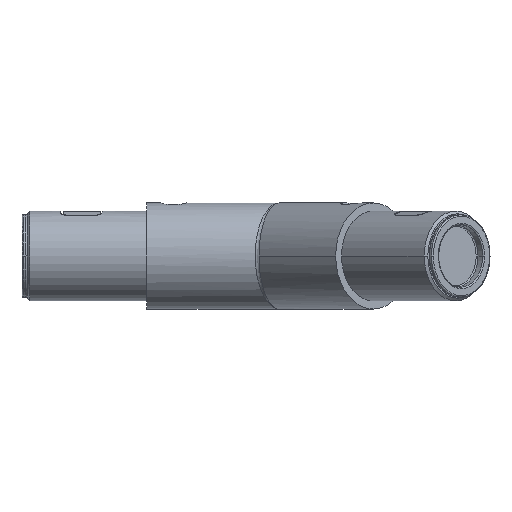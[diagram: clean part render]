
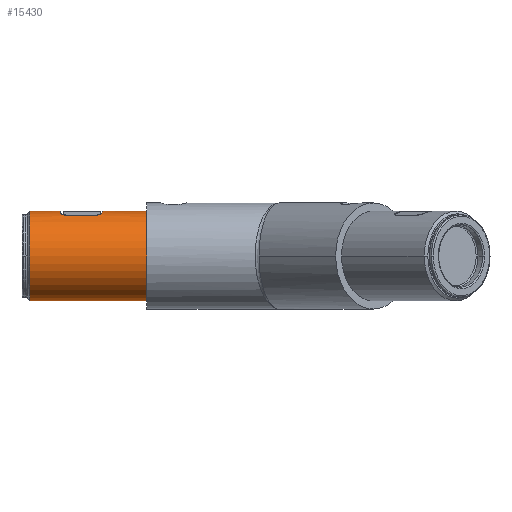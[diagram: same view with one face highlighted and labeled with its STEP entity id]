
A CAD part, front view. The second image highlights one B-rep face of the part: STEP entity #15430.
In plain terms, the highlighted cylindrical face has radius 16.9 mm (diameter 33.8 mm), a partial arc.
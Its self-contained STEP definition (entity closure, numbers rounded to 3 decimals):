
#42 = CARTESIAN_POINT ( 'NONE',  ( -31.531, -6.734, 15.501 ) ) ;
#98 = EDGE_CURVE ( 'NONE', #2904, #5736, #5942, .T. ) ;
#266 = CARTESIAN_POINT ( 'NONE',  ( -44., 0., -16.9 ) ) ;
#304 = DIRECTION ( 'NONE',  ( 0., 0., -1. ) ) ;
#344 = EDGE_LOOP ( 'NONE', ( #7146, #7191, #15277, #7831, #10073, #6249, #3159, #8524, #7272, #6972 ) ) ;
#362 = CIRCLE ( 'NONE', #13012, 16.9 ) ;
#438 = CARTESIAN_POINT ( 'NONE',  ( -16.675, 0., 16.9 ) ) ;
#535 = VERTEX_POINT ( 'NONE', #15072 ) ;
#696 = DIRECTION ( 'NONE',  ( -1., 0., 0. ) ) ;
#1082 = AXIS2_PLACEMENT_3D ( 'NONE', #5584, #10522, #6719 ) ;
#1090 = DIRECTION ( 'NONE',  ( 1., 0., 0. ) ) ;
#1175 = CARTESIAN_POINT ( 'NONE',  ( -45., 0., 16.9 ) ) ;
#1255 = CARTESIAN_POINT ( 'NONE',  ( -32.245, -5.985, 15.805 ) ) ;
#1338 = CIRCLE ( 'NONE', #1082, 16.9 ) ;
#1537 = CARTESIAN_POINT ( 'NONE',  ( -18.065, -6.726, 15.504 ) ) ;
#1710 = CARTESIAN_POINT ( 'NONE',  ( 0., 0., 0. ) ) ;
#1831 = VERTEX_POINT ( 'NONE', #14848 ) ;
#1855 = B_SPLINE_CURVE_WITH_KNOTS ( 'NONE', 3,
 ( #6461, #9959, #2746, #7604, #12529, #5248, #7679, #6230, #14808, #12606, #6385, #1537, #10184, #4034, #3729, #8660, #13590, #2523 ),
 .UNSPECIFIED., .F., .F.,
 ( 4, 2, 2, 2, 2, 2, 2, 2, 4 ),
 ( 0., 0., 0.001, 0.001, 0.002, 0.002, 0.003, 0.003, 0.003 ),
 .UNSPECIFIED. ) ;
#1875 = CYLINDRICAL_SURFACE ( 'NONE', #8673, 16.9 ) ;
#2040 = FACE_OUTER_BOUND ( 'NONE', #344, .T. ) ;
#2142 = EDGE_CURVE ( 'NONE', #535, #13195, #5738, .T. ) ;
#2468 = EDGE_CURVE ( 'NONE', #535, #8202, #10874, .T. ) ;
#2523 = CARTESIAN_POINT ( 'NONE',  ( -19.152, -7., 15.382 ) ) ;
#2549 = CARTESIAN_POINT ( 'NONE',  ( -32.401, -5.635, 15.933 ) ) ;
#2564 = EDGE_CURVE ( 'NONE', #5736, #8081, #1338, .T. ) ;
#2587 = LINE ( 'NONE', #2735, #4365 ) ;
#2735 = CARTESIAN_POINT ( 'NONE',  ( -45., 0., -16.9 ) ) ;
#2746 = CARTESIAN_POINT ( 'NONE',  ( -16.915, -5.269, 16.058 ) ) ;
#2824 = EDGE_CURVE ( 'NONE', #13216, #9309, #7174, .T. ) ;
#2904 = VERTEX_POINT ( 'NONE', #3652 ) ;
#2999 = DIRECTION ( 'NONE',  ( 0., 0., -1. ) ) ;
#3037 = CARTESIAN_POINT ( 'NONE',  ( -32.5, -5., 16.143 ) ) ;
#3159 = ORIENTED_EDGE ( 'NONE', *, *, #6265, .T. ) ;
#3169 = DIRECTION ( 'NONE',  ( 1., 0., 0. ) ) ;
#3183 = CARTESIAN_POINT ( 'NONE',  ( -16.675, -1.698, 16.9 ) ) ;
#3652 = CARTESIAN_POINT ( 'NONE',  ( -30.5, -7., 15.382 ) ) ;
#3679 = CARTESIAN_POINT ( 'NONE',  ( -31.164, -6.891, 15.431 ) ) ;
#3729 = CARTESIAN_POINT ( 'NONE',  ( -18.587, -6.931, 15.413 ) ) ;
#3757 = CARTESIAN_POINT ( 'NONE',  ( -32.104, -6.201, 15.722 ) ) ;
#4034 = CARTESIAN_POINT ( 'NONE',  ( -18.453, -6.891, 15.431 ) ) ;
#4365 = VECTOR ( 'NONE', #14874, 1000. ) ;
#4747 = CARTESIAN_POINT ( 'NONE',  ( -45., -7., 15.382 ) ) ;
#4949 = LINE ( 'NONE', #13598, #13522 ) ;
#4965 = CARTESIAN_POINT ( 'NONE',  ( -32.487, -5.258, 16.062 ) ) ;
#5248 = CARTESIAN_POINT ( 'NONE',  ( -17.173, -5.894, 15.84 ) ) ;
#5584 = CARTESIAN_POINT ( 'NONE',  ( -32.5, 0., 0. ) ) ;
#5677 = DIRECTION ( 'NONE',  ( 0., 0., -1. ) ) ;
#5736 = VERTEX_POINT ( 'NONE', #3037 ) ;
#5738 =( BOUNDED_CURVE ( )  B_SPLINE_CURVE ( 3, ( #438, #3183, #9166, #12957 ),
 .UNSPECIFIED., .F., .F. ) 
 B_SPLINE_CURVE_WITH_KNOTS ( ( 4, 4 ),
 ( 0., 0.3 ),
 .UNSPECIFIED. ) 
 CURVE ( )  GEOMETRIC_REPRESENTATION_ITEM ( )  RATIONAL_B_SPLINE_CURVE ( ( 1., 0.992, 0.992, 1. ) ) 
 REPRESENTATION_ITEM ( '' )  );
#5839 = EDGE_CURVE ( 'NONE', #1831, #8202, #362, .T. ) ;
#5841 = CARTESIAN_POINT ( 'NONE',  ( -45., 0., 0. ) ) ;
#5933 = VERTEX_POINT ( 'NONE', #10437 ) ;
#5942 = B_SPLINE_CURVE_WITH_KNOTS ( 'NONE', 3,
 ( #8532, #6016, #14756, #11119, #3679, #42, #6257, #12168, #3757, #1255, #6180, #2549, #12479, #4965, #15880, #6335 ),
 .UNSPECIFIED., .F., .F.,
 ( 4, 2, 2, 2, 2, 2, 2, 4 ),
 ( 0., 0., 0.001, 0.002, 0.002, 0.002, 0.003, 0.003 ),
 .UNSPECIFIED. ) ;
#6016 = CARTESIAN_POINT ( 'NONE',  ( -30.637, -7., 15.382 ) ) ;
#6180 = CARTESIAN_POINT ( 'NONE',  ( -32.304, -5.872, 15.848 ) ) ;
#6230 = CARTESIAN_POINT ( 'NONE',  ( -17.416, -6.219, 15.715 ) ) ;
#6249 = ORIENTED_EDGE ( 'NONE', *, *, #2142, .T. ) ;
#6257 = CARTESIAN_POINT ( 'NONE',  ( -31.752, -6.581, 15.567 ) ) ;
#6265 = EDGE_CURVE ( 'NONE', #13195, #5933, #1855, .T. ) ;
#6335 = CARTESIAN_POINT ( 'NONE',  ( -32.5, -5., 16.143 ) ) ;
#6385 = CARTESIAN_POINT ( 'NONE',  ( -17.829, -6.582, 15.566 ) ) ;
#6461 = CARTESIAN_POINT ( 'NONE',  ( -16.878, -5., 16.143 ) ) ;
#6719 = DIRECTION ( 'NONE',  ( 0., 0., -1. ) ) ;
#6972 = ORIENTED_EDGE ( 'NONE', *, *, #2564, .T. ) ;
#7146 = ORIENTED_EDGE ( 'NONE', *, *, #13440, .F. ) ;
#7174 = CIRCLE ( 'NONE', #13378, 16.9 ) ;
#7191 = ORIENTED_EDGE ( 'NONE', *, *, #2824, .T. ) ;
#7272 = ORIENTED_EDGE ( 'NONE', *, *, #98, .T. ) ;
#7288 = CARTESIAN_POINT ( 'NONE',  ( -32.5, 0., 16.9 ) ) ;
#7308 = EDGE_CURVE ( 'NONE', #9309, #1831, #2587, .T. ) ;
#7604 = CARTESIAN_POINT ( 'NONE',  ( -16.993, -5.527, 15.971 ) ) ;
#7679 = CARTESIAN_POINT ( 'NONE',  ( -17.247, -6.007, 15.797 ) ) ;
#7831 = ORIENTED_EDGE ( 'NONE', *, *, #5839, .T. ) ;
#8081 = VERTEX_POINT ( 'NONE', #7288 ) ;
#8202 = VERTEX_POINT ( 'NONE', #12302 ) ;
#8524 = ORIENTED_EDGE ( 'NONE', *, *, #11626, .T. ) ;
#8532 = CARTESIAN_POINT ( 'NONE',  ( -30.5, -7., 15.382 ) ) ;
#8660 = CARTESIAN_POINT ( 'NONE',  ( -18.865, -6.985, 15.389 ) ) ;
#8673 = AXIS2_PLACEMENT_3D ( 'NONE', #5841, #3169, #5677 ) ;
#8896 = CARTESIAN_POINT ( 'NONE',  ( -44., 0., 16.9 ) ) ;
#8949 = DIRECTION ( 'NONE',  ( 1., 0., 0. ) ) ;
#9166 = CARTESIAN_POINT ( 'NONE',  ( -16.743, -3.378, 16.646 ) ) ;
#9309 = VERTEX_POINT ( 'NONE', #266 ) ;
#9887 = DIRECTION ( 'NONE',  ( 1., 0., 0. ) ) ;
#9959 = CARTESIAN_POINT ( 'NONE',  ( -16.889, -5.137, 16.101 ) ) ;
#10073 = ORIENTED_EDGE ( 'NONE', *, *, #2468, .F. ) ;
#10184 = CARTESIAN_POINT ( 'NONE',  ( -18.192, -6.789, 15.476 ) ) ;
#10356 = DIRECTION ( 'NONE',  ( -1., 0., 0. ) ) ;
#10437 = CARTESIAN_POINT ( 'NONE',  ( -19.152, -7., 15.382 ) ) ;
#10522 = DIRECTION ( 'NONE',  ( -1., 0., 0. ) ) ;
#10874 = LINE ( 'NONE', #1175, #10894 ) ;
#10894 = VECTOR ( 'NONE', #1090, 1000. ) ;
#11119 = CARTESIAN_POINT ( 'NONE',  ( -31.033, -6.932, 15.413 ) ) ;
#11626 = EDGE_CURVE ( 'NONE', #5933, #2904, #15814, .T. ) ;
#12168 = CARTESIAN_POINT ( 'NONE',  ( -32.023, -6.303, 15.681 ) ) ;
#12302 = CARTESIAN_POINT ( 'NONE',  ( 0., 0., 16.9 ) ) ;
#12479 = CARTESIAN_POINT ( 'NONE',  ( -32.438, -5.51, 15.977 ) ) ;
#12529 = CARTESIAN_POINT ( 'NONE',  ( -17.045, -5.654, 15.927 ) ) ;
#12606 = CARTESIAN_POINT ( 'NONE',  ( -17.718, -6.5, 15.6 ) ) ;
#12957 = CARTESIAN_POINT ( 'NONE',  ( -16.878, -5., 16.143 ) ) ;
#13012 = AXIS2_PLACEMENT_3D ( 'NONE', #1710, #10356, #2999 ) ;
#13195 = VERTEX_POINT ( 'NONE', #14816 ) ;
#13216 = VERTEX_POINT ( 'NONE', #8896 ) ;
#13347 = VECTOR ( 'NONE', #696, 1000. ) ;
#13378 = AXIS2_PLACEMENT_3D ( 'NONE', #13960, #8949, #304 ) ;
#13440 = EDGE_CURVE ( 'NONE', #13216, #8081, #4949, .T. ) ;
#13522 = VECTOR ( 'NONE', #9887, 1000. ) ;
#13590 = CARTESIAN_POINT ( 'NONE',  ( -19.009, -7., 15.382 ) ) ;
#13598 = CARTESIAN_POINT ( 'NONE',  ( -45., 0., 16.9 ) ) ;
#13960 = CARTESIAN_POINT ( 'NONE',  ( -44., 0., 0. ) ) ;
#14756 = CARTESIAN_POINT ( 'NONE',  ( -30.771, -6.986, 15.388 ) ) ;
#14808 = CARTESIAN_POINT ( 'NONE',  ( -17.512, -6.319, 15.674 ) ) ;
#14816 = CARTESIAN_POINT ( 'NONE',  ( -16.878, -5., 16.143 ) ) ;
#14848 = CARTESIAN_POINT ( 'NONE',  ( 0., 0., -16.9 ) ) ;
#14874 = DIRECTION ( 'NONE',  ( 1., 0., 0. ) ) ;
#15072 = CARTESIAN_POINT ( 'NONE',  ( -16.675, 0., 16.9 ) ) ;
#15277 = ORIENTED_EDGE ( 'NONE', *, *, #7308, .T. ) ;
#15430 = ADVANCED_FACE ( 'NONE', ( #2040 ), #1875, .T. ) ;
#15814 = LINE ( 'NONE', #4747, #13347 ) ;
#15880 = CARTESIAN_POINT ( 'NONE',  ( -32.5, -5.13, 16.103 ) ) ;
